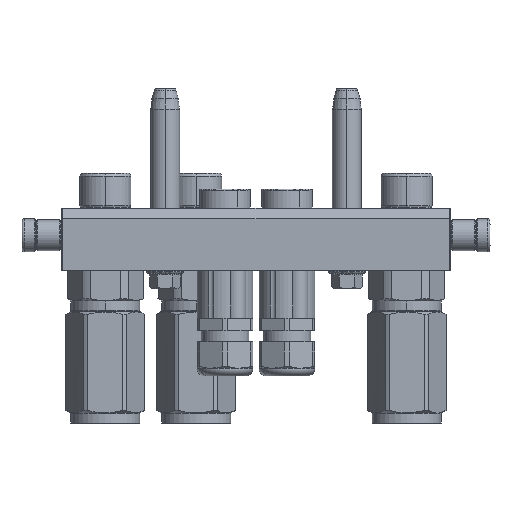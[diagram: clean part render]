
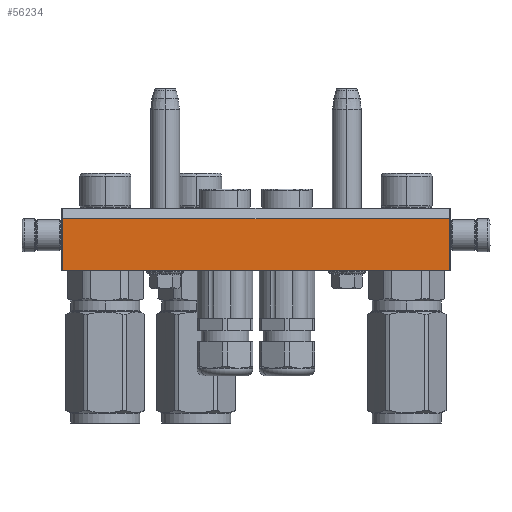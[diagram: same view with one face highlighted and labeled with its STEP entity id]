
A CAD part, left-side view. The second image highlights one B-rep face of the part: STEP entity #56234.
In plain terms, the highlighted face is planar.
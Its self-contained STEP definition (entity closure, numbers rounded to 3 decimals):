
#856 = DIRECTION ( 'NONE',  ( 1., 0., 0. ) ) ;
#2999 = ORIENTED_EDGE ( 'NONE', *, *, #13002, .F. ) ;
#8351 = DIRECTION ( 'NONE',  ( -1., 0., 0. ) ) ;
#8954 = CARTESIAN_POINT ( 'NONE',  ( 93.5, 15., -45. ) ) ;
#10523 = ORIENTED_EDGE ( 'NONE', *, *, #60535, .F. ) ;
#12058 = CARTESIAN_POINT ( 'NONE',  ( -93.5, 15., -45. ) ) ;
#12821 = CARTESIAN_POINT ( 'NONE',  ( 93.5, -10., -45. ) ) ;
#13002 = EDGE_CURVE ( 'NONE', #17515, #57573, #30368, .T. ) ;
#15745 = EDGE_LOOP ( 'NONE', ( #2999, #33491, #10523, #37434 ) ) ;
#17515 = VERTEX_POINT ( 'NONE', #8954 ) ;
#22369 = CARTESIAN_POINT ( 'NONE',  ( 93.5, 15., -45. ) ) ;
#25105 = DIRECTION ( 'NONE',  ( 0., 0., -1. ) ) ;
#25237 = EDGE_CURVE ( 'NONE', #30004, #57573, #29053, .T. ) ;
#25386 = PLANE ( 'NONE',  #51027 ) ;
#27629 = DIRECTION ( 'NONE',  ( 0., 1., 0. ) ) ;
#28228 = CARTESIAN_POINT ( 'NONE',  ( 93.5, -10., -45. ) ) ;
#29053 = LINE ( 'NONE', #66805, #77164 ) ;
#30004 = VERTEX_POINT ( 'NONE', #39891 ) ;
#30368 = LINE ( 'NONE', #22369, #80569 ) ;
#31385 = CARTESIAN_POINT ( 'NONE',  ( 94., -15., -45. ) ) ;
#31829 = EDGE_CURVE ( 'NONE', #59424, #17515, #48171, .T. ) ;
#33491 = ORIENTED_EDGE ( 'NONE', *, *, #31829, .F. ) ;
#35693 = LINE ( 'NONE', #71211, #67454 ) ;
#37434 = ORIENTED_EDGE ( 'NONE', *, *, #25237, .T. ) ;
#39622 = DIRECTION ( 'NONE',  ( 0., 1., 0. ) ) ;
#39891 = CARTESIAN_POINT ( 'NONE',  ( -93.5, -10., -45. ) ) ;
#48171 = LINE ( 'NONE', #12821, #59385 ) ;
#51027 = AXIS2_PLACEMENT_3D ( 'NONE', #31385, #25105, #51063 ) ;
#51063 = DIRECTION ( 'NONE',  ( -1., 0., 0. ) ) ;
#56234 = ADVANCED_FACE ( 'NONE', ( #78951 ), #25386, .T. ) ;
#57573 = VERTEX_POINT ( 'NONE', #12058 ) ;
#59385 = VECTOR ( 'NONE', #39622, 1000. ) ;
#59424 = VERTEX_POINT ( 'NONE', #28228 ) ;
#60535 = EDGE_CURVE ( 'NONE', #30004, #59424, #35693, .T. ) ;
#66805 = CARTESIAN_POINT ( 'NONE',  ( -93.5, -10., -45. ) ) ;
#67454 = VECTOR ( 'NONE', #856, 1000. ) ;
#71211 = CARTESIAN_POINT ( 'NONE',  ( -93.5, -10., -45. ) ) ;
#77164 = VECTOR ( 'NONE', #27629, 1000. ) ;
#78951 = FACE_OUTER_BOUND ( 'NONE', #15745, .T. ) ;
#80569 = VECTOR ( 'NONE', #8351, 1000. ) ;
